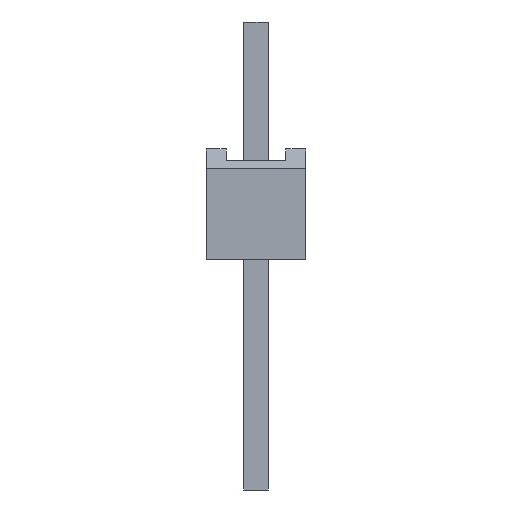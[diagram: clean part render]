
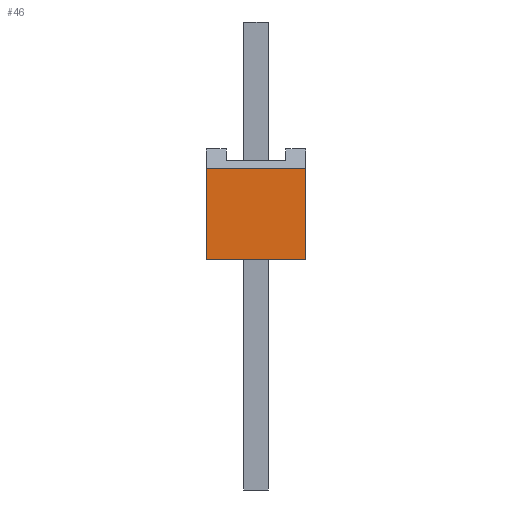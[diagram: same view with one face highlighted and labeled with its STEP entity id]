
A CAD part, left-side view. The second image highlights one B-rep face of the part: STEP entity #46.
In plain terms, the highlighted planar face has unit normal (-1, 0, 0).
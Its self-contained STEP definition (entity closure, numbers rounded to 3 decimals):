
#46=ADVANCED_FACE('',(#324),#325,.F.);
#324=FACE_OUTER_BOUND('',#910,.T.);
#325=PLANE('',#911);
#910=EDGE_LOOP('',(#1496,#1497,#1498,#1499));
#911=AXIS2_PLACEMENT_3D('',#1500,#1501,#1502);
#1496=ORIENTED_EDGE('',*,*,#3785,.F.);
#1497=ORIENTED_EDGE('',*,*,#3786,.F.);
#1498=ORIENTED_EDGE('',*,*,#3787,.F.);
#1499=ORIENTED_EDGE('',*,*,#3788,.F.);
#1500=CARTESIAN_POINT('',(-20.32,0.0,0.0));
#1501=DIRECTION('',(1.0,0.0,0.0));
#1502=DIRECTION('',(0.0,1.0,-0.0));
#3785=EDGE_CURVE('',#4514,#4515,#4516,.T.);
#3786=EDGE_CURVE('',#4517,#4514,#4518,.T.);
#3787=EDGE_CURVE('',#4519,#4517,#4520,.T.);
#3788=EDGE_CURVE('',#4515,#4519,#4521,.T.);
#4514=VERTEX_POINT('',#5729);
#4515=VERTEX_POINT('',#5730);
#4516=LINE('',#5731,#5732);
#4517=VERTEX_POINT('',#5733);
#4518=LINE('',#5734,#5735);
#4519=VERTEX_POINT('',#5736);
#4520=LINE('',#5737,#5738);
#4521=LINE('',#5739,#5740);
#5729=CARTESIAN_POINT('',(-20.32,1.25,-2.8));
#5730=CARTESIAN_POINT('',(-20.32,1.25,-0.5));
#5731=CARTESIAN_POINT('',(-20.32,1.25,-2.8));
#5732=VECTOR('',#7673,2.3);
#5733=CARTESIAN_POINT('',(-20.32,-1.25,-2.8));
#5734=CARTESIAN_POINT('',(-20.32,-1.25,-2.8));
#5735=VECTOR('',#7674,2.5);
#5736=CARTESIAN_POINT('',(-20.32,-1.25,-0.5));
#5737=CARTESIAN_POINT('',(-20.32,-1.25,-0.5));
#5738=VECTOR('',#7675,2.3);
#5739=CARTESIAN_POINT('',(-20.32,1.25,-0.5));
#5740=VECTOR('',#7676,2.5);
#7673=DIRECTION('',(0.0,0.0,1.0));
#7674=DIRECTION('',(0.0,1.0,0.0));
#7675=DIRECTION('',(0.0,0.0,-1.0));
#7676=DIRECTION('',(0.0,-1.0,0.0));
